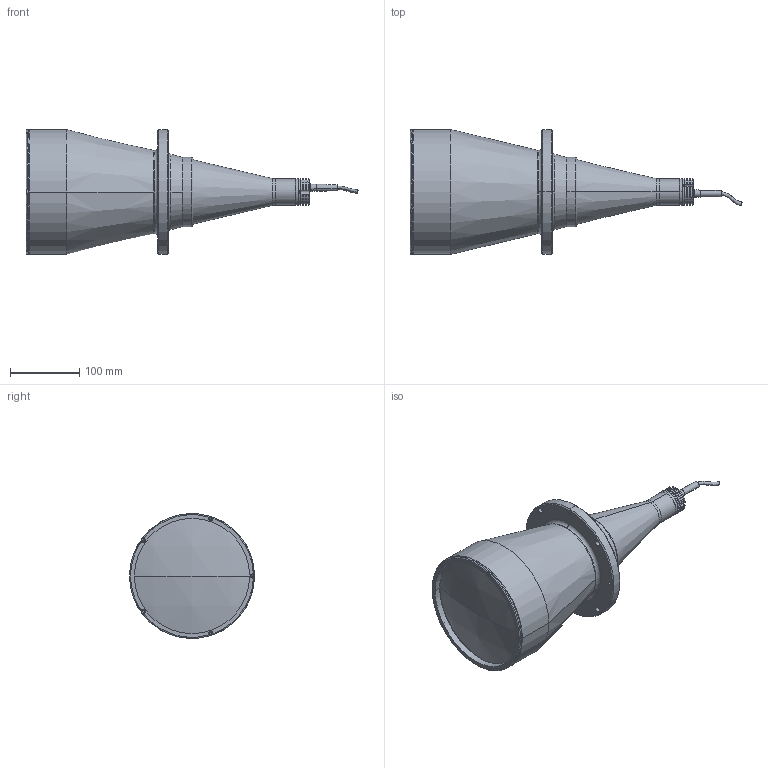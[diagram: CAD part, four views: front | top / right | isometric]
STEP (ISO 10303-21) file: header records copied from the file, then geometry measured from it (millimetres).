
FILE_DESCRIPTION (( 'STEP AP214' ), '1' );
FILE_NAME ('LTCLHP120.STEP', '2014-02-20T14:40:47', ( '' ), ( '' ), 'SwSTEP 2.0', 'SolidWorks 2013', '' );
FILE_SCHEMA (( 'AUTOMOTIVE_DESIGN' ));
Length unit declared in the file: millimetre
Products named in the file (1): LTCLHP120
Bounding box: 478.36 x 180 x 180 mm (x, y, z)
Surface area: 224658.5 mm2 (no closed solid volume)
Topology: 0 solids, 25 shells, 268 faces, 800 edges, 555 vertices
Faces by surface type: plane 115, cylinder 100, torus 29, cone 20, sphere 2, bspline 2
Entity records: 12362 total; most frequent: CARTESIAN_POINT 1930, DIRECTION 1676, ORIENTED_EDGE 1369, EDGE_CURVE 800, AXIS2_PLACEMENT_3D 627, VERTEX_POINT 555, LINE 422, VECTOR 422
